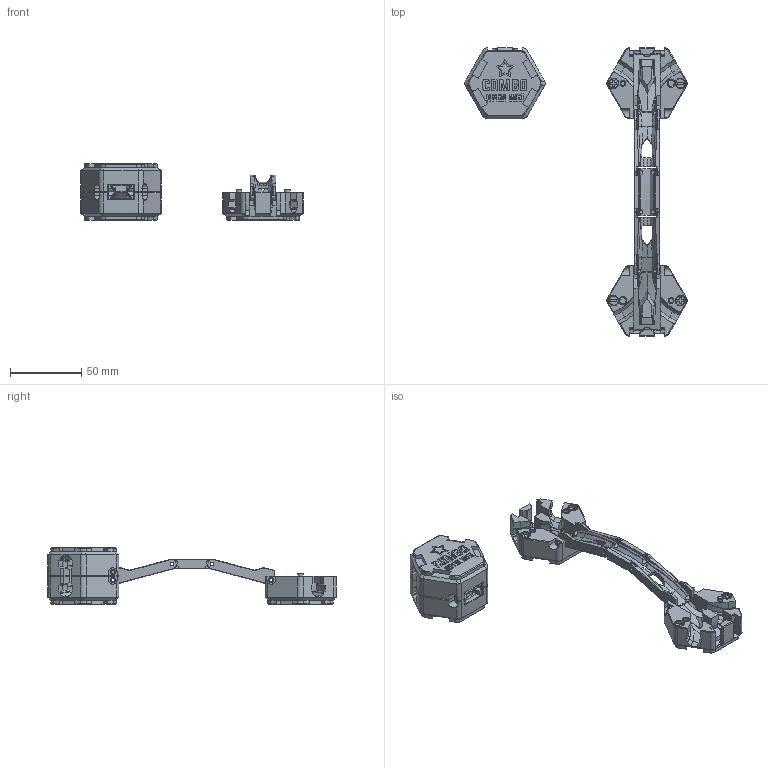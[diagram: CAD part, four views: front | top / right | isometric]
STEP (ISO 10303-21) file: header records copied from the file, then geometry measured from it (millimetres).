
FILE_DESCRIPTION(/* description */ (''),/* implementation_level */ '2;1');
FILE_NAME(/* name */ 'Big Bridge.step',/* time_stamp */ '2025-06-27T21:44:48-07:00',/* author */ (''),/* organization */ (''),/* preprocessor_version */ 'ST-DEVELOPER v20.1',/* originating_system */ 'Autodesk Translation Framework v14.10.0.0',/* authorisation */ '');
FILE_SCHEMA (('AUTOMOTIVE_DESIGN { 1 0 10303 214 3 1 1 }'));
Length unit declared in the file: millimetre
Products named in the file (4): Big Bridge v2; Bridge End; Tile; Bridge Middle
Assembly tree (10 placements, depth 2):
  Big Bridge v2
    Tile  x4
    Bridge End  x4
    Bridge Middle  x2
Bounding box: 156.5 x 203 x 40 mm (x, y, z)
Volume: 124285.5 mm3; surface area: 55284.7 mm2
Topology: 10 solids, 10 shells, 2740 faces, 7388 edges, 4756 vertices
Faces by surface type: plane 1738, bspline 584, cylinder 218, cone 200
Full cylindrical faces by diameter (mm): 2.5 x16, 3 x16, 4 x4, 4.5 x4, 6.25 x8
Entity records: 25290 total; most frequent: CARTESIAN_POINT 7853, ORIENTED_EDGE 3940, DIRECTION 3046, EDGE_CURVE 1970, LINE 1290, VECTOR 1290, VERTEX_POINT 1268, AXIS2_PLACEMENT_3D 878
